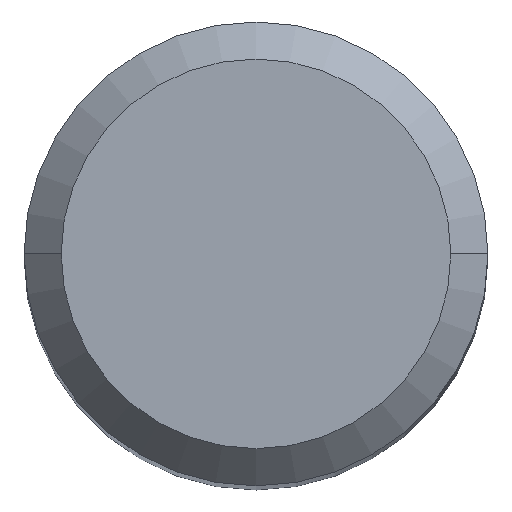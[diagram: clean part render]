
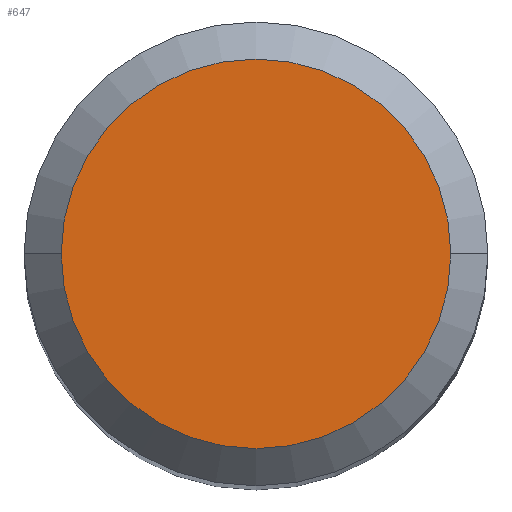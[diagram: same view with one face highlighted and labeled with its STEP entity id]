
A CAD part, top view. The second image highlights one B-rep face of the part: STEP entity #647.
In plain terms, the highlighted planar face has unit normal (0, 0, 1).
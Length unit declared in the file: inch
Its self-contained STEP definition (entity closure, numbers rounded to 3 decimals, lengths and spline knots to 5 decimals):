
#5 = CIRCLE ( 'NONE', #602, 0.07875 ) ;
#13 = CARTESIAN_POINT ( 'NONE',  ( -0.07875, 0., 2. ) ) ;
#35 = CIRCLE ( 'NONE', #400, 0.07875 ) ;
#67 = VERTEX_POINT ( 'NONE', #13 ) ;
#142 = AXIS2_PLACEMENT_3D ( 'NONE', #283, #201, #711 ) ;
#201 = DIRECTION ( 'NONE',  ( 0., 0., 1. ) ) ;
#223 = ORIENTED_EDGE ( 'NONE', *, *, #632, .T. ) ;
#283 = CARTESIAN_POINT ( 'NONE',  ( 0., 0., 2. ) ) ;
#289 = EDGE_LOOP ( 'NONE', ( #223, #846 ) ) ;
#301 = CARTESIAN_POINT ( 'NONE',  ( 0., 0., 2. ) ) ;
#400 = AXIS2_PLACEMENT_3D ( 'NONE', #631, #852, #998 ) ;
#541 = FACE_OUTER_BOUND ( 'NONE', #289, .T. ) ;
#547 = CARTESIAN_POINT ( 'NONE',  ( 0.07875, 0., 2. ) ) ;
#602 = AXIS2_PLACEMENT_3D ( 'NONE', #301, #617, #913 ) ;
#617 = DIRECTION ( 'NONE',  ( 0., 0., 1. ) ) ;
#631 = CARTESIAN_POINT ( 'NONE',  ( 0., 0., 2. ) ) ;
#632 = EDGE_CURVE ( 'NONE', #67, #929, #5, .T. ) ;
#647 = ADVANCED_FACE ( 'NONE', ( #541 ), #841, .T. ) ;
#711 = DIRECTION ( 'NONE',  ( 1., 0., 0. ) ) ;
#735 = EDGE_CURVE ( 'NONE', #929, #67, #35, .T. ) ;
#841 = PLANE ( 'NONE',  #142 ) ;
#846 = ORIENTED_EDGE ( 'NONE', *, *, #735, .T. ) ;
#852 = DIRECTION ( 'NONE',  ( 0., 0., 1. ) ) ;
#913 = DIRECTION ( 'NONE',  ( 1., 0., 0. ) ) ;
#929 = VERTEX_POINT ( 'NONE', #547 ) ;
#998 = DIRECTION ( 'NONE',  ( 1., 0., 0. ) ) ;
